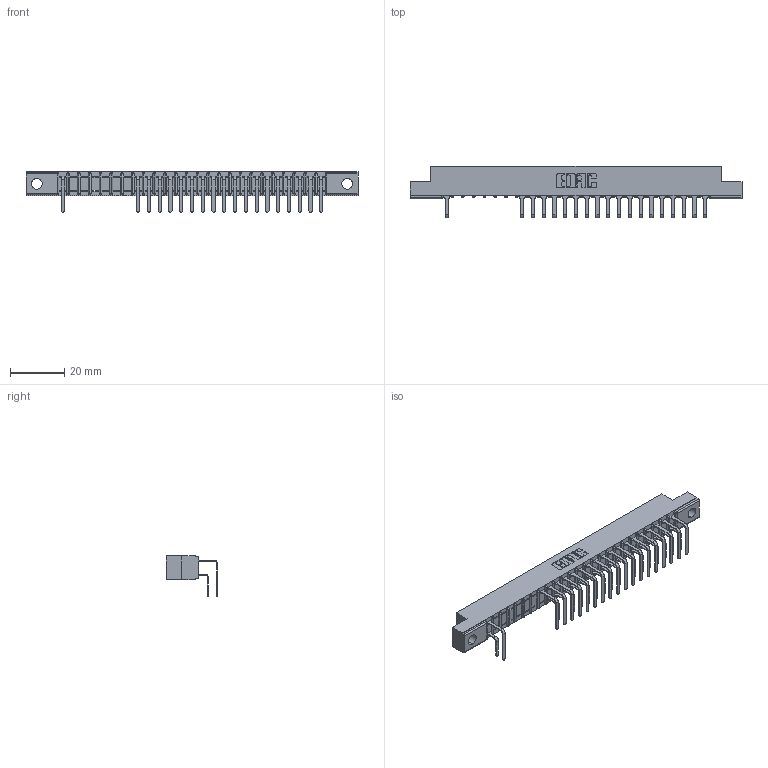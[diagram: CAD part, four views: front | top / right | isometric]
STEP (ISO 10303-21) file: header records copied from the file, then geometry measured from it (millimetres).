
FILE_DESCRIPTION (( 'STEP AP203' ), '1' );
FILE_NAME ('307-050-558-202.STEP', '2018-08-06T04:44:46', ( '' ), ( '' ), 'SwSTEP 2.0', 'SolidWorks 2016', '' );
FILE_SCHEMA (( 'CONFIG_CONTROL_DESIGN' ));
Length unit declared in the file: inch
Products named in the file (4): 307-050-558-202; 307 Part_.128 Dia Mounting Holes; 307-290-001_558 559 - 1 (Single); 307-290-001_558 - 2 (Single)
Assembly tree (38 placements, depth 2):
  307-050-558-202
    307 Part_.128 Dia Mounting Holes
    307-290-001_558 559 - 1 (Single)  x18
    307-290-001_558 - 2 (Single)  x19
Bounding box: 122.07 x 18.96 x 14.81 mm (x, y, z)
Volume: 7894 mm3; surface area: 13885.4 mm2
Topology: 38 solids, 38 shells, 2124 faces, 5993 edges, 3874 vertices
Faces by surface type: plane 1369, cylinder 703, sphere 52
Entity records: 25361 total; most frequent: CARTESIAN_POINT 4210, ORIENTED_EDGE 4182, DIRECTION 4117, EDGE_CURVE 2091, VECTOR 1595, LINE 1595, VERTEX_POINT 1354, AXIS2_PLACEMENT_3D 1261
